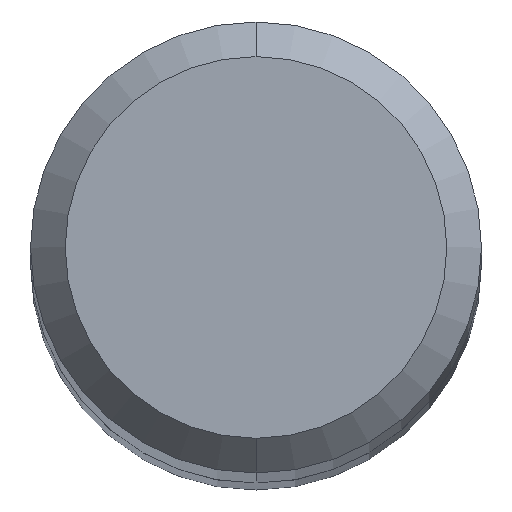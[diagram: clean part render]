
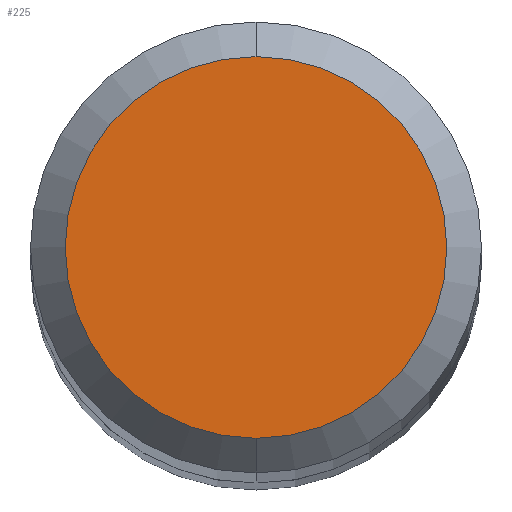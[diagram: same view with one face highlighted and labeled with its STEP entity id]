
A CAD part, top view. The second image highlights one B-rep face of the part: STEP entity #225.
In plain terms, the highlighted planar face has unit normal (0, 0, 1).
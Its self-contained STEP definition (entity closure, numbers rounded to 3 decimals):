
#173=EDGE_CURVE('',#357,#269,#450,.T.);
#225=ADVANCED_FACE('',(#509),#510,.T.);
#269=VERTEX_POINT('',#559);
#299=EDGE_CURVE('',#269,#357,#591,.T.);
#357=VERTEX_POINT('',#655);
#450=CIRCLE('',#747,1.1);
#509=FACE_OUTER_BOUND('',#876,.T.);
#510=PLANE('',#877);
#559=CARTESIAN_POINT('',(0.0,1.1,0.0));
#591=CIRCLE('',#1024,1.1);
#655=CARTESIAN_POINT('',(0.,-1.1,0.0));
#747=AXIS2_PLACEMENT_3D('',#1346,#1347,#1348);
#876=EDGE_LOOP('',(#1426,#1427));
#877=AXIS2_PLACEMENT_3D('',#1428,#1429,#1430);
#1024=AXIS2_PLACEMENT_3D('',#1511,#1512,#1513);
#1346=CARTESIAN_POINT('',(0.0,0.0,0.0));
#1347=DIRECTION('',(0.0,0.0,-1.0));
#1348=DIRECTION('',(0.0,1.0,0.0));
#1426=ORIENTED_EDGE('',*,*,#299,.F.);
#1427=ORIENTED_EDGE('',*,*,#173,.F.);
#1428=CARTESIAN_POINT('',(0.0,0.55,0.0));
#1429=DIRECTION('',(-0.0,0.0,1.0));
#1430=DIRECTION('',(0.0,-1.0,0.0));
#1511=CARTESIAN_POINT('',(0.0,0.0,0.0));
#1512=DIRECTION('',(0.0,0.0,-1.0));
#1513=DIRECTION('',(0.0,1.0,0.0));
